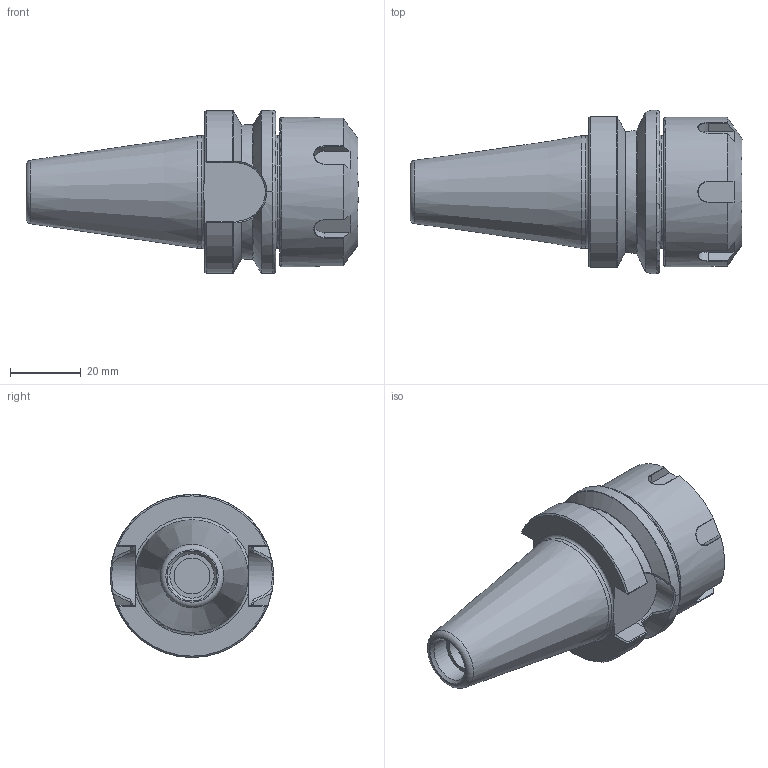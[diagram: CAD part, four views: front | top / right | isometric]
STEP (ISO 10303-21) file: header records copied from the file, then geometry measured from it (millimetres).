
FILE_DESCRIPTION((''),'2;1');
FILE_NAME('BT30 ER25-50.stp','2017-10-16T11:20:55',(''),(''),'STEP Write','Mastercam 2017 ... CNC Software, Inc.','');
FILE_SCHEMA(('AUTOMOTIVE_DESIGN'));
Length unit declared in the file: inch
Products named in the file (1): None
Bounding box: 93.64 x 46 x 46 mm (x, y, z)
Volume: 77571.5 mm3; surface area: 15628.3 mm2
Topology: 1 solids, 1 shells, 128 faces, 319 edges, 198 vertices
Faces by surface type: plane 57, bspline 29, cylinder 19, torus 12, cone 11
Full cylindrical faces by diameter (mm): 10.109 x1, 12.5 x1, 20.726 x1, 31.75 x1, 31.801 x1, 42.113 x1
Entity records: 4798 total; most frequent: CARTESIAN_POINT 2052, ORIENTED_EDGE 594, DIRECTION 400, EDGE_CURVE 297, VERTEX_POINT 191, AXIS2_PLACEMENT_3D 154, EDGE_LOOP 148, STYLED_ITEM 129
